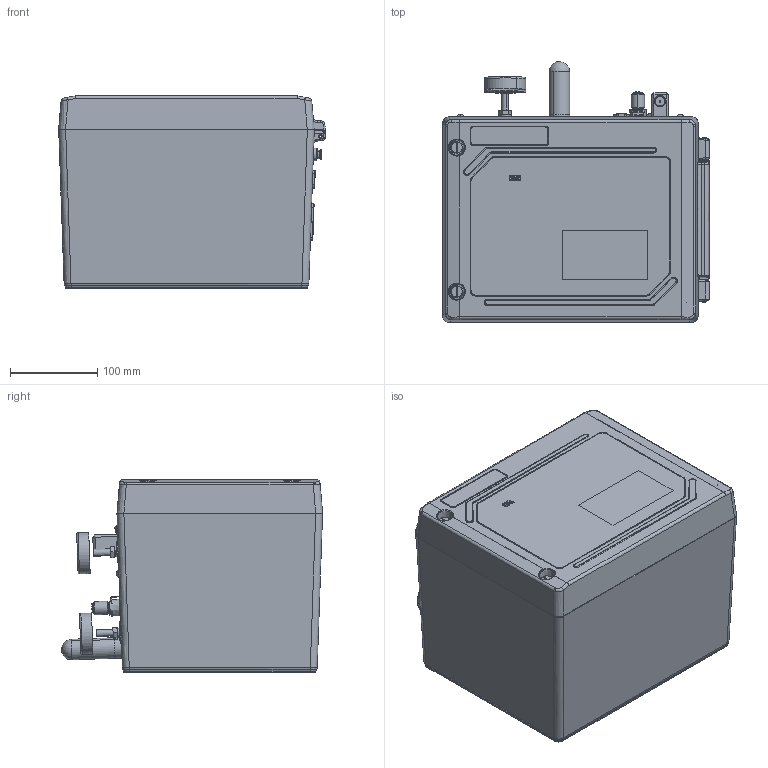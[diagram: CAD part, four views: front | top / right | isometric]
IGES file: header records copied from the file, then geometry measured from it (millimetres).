
Start section: SolidWorks IGES file using analytic representation for surfaces
Global section: file name: Assy,CTS,A12-547(Base Assy).IGS; native system: SolidWorks 2011; preprocessor: SolidWorks 2011; author: yatta; date: 111104.142702; units: inch
Bounding box: 305.57 x 299.2 x 220.61 mm (x, y, z)
Surface area: 473665.2 mm2 (no closed solid volume)
Topology: 0 solids, 0 shells, 1147 faces, 16496 edges, 16490 vertices
Faces by surface type: bspline 614, revolution 533
